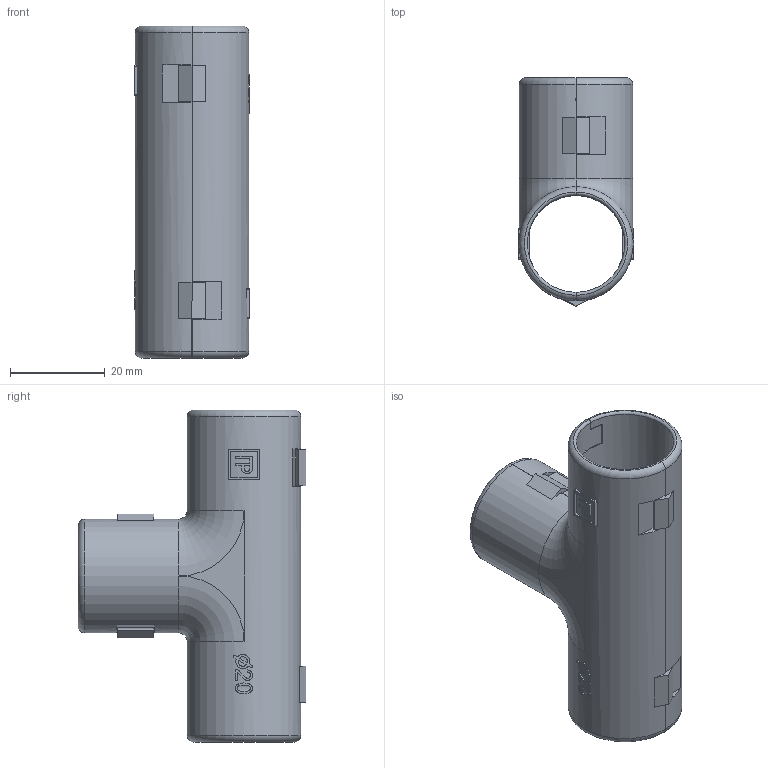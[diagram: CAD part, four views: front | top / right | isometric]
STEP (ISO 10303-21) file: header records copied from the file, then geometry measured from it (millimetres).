
FILE_DESCRIPTION(('STEP AP203'), '1');
FILE_NAME('Òðîéíèê ðàçáîðíûé ä20 áåçãàëîãåííûé (HF) àòìîñôåðîñòîéêèé ñåðûé_1', '', ('UNSPECIFIED'), ('UNSPECIFIED'), 'ASCON STEP Converter 1.6', 'ASCON Math Kernel', '');
FILE_SCHEMA(('CONFIG_CONTROL_DESIGN'));
Length unit declared in the file: millimetre
Bounding box: 24.4 x 48.02 x 69.93 mm (x, y, z)
Volume: 10808.3 mm3; surface area: 14636 mm2
Topology: 2 solids, 2 shells, 320 faces, 836 edges, 546 vertices
Faces by surface type: plane 208, cylinder 50, bspline 38, torus 20, cone 4
Entity records: 17590 total; most frequent: CARTESIAN_POINT 7359, ORIENTED_EDGE 1672, DIRECTION 1442, EDGE_CURVE 836, VERTEX_POINT 546, LINE 492, VECTOR 492, AXIS2_PLACEMENT_3D 475
